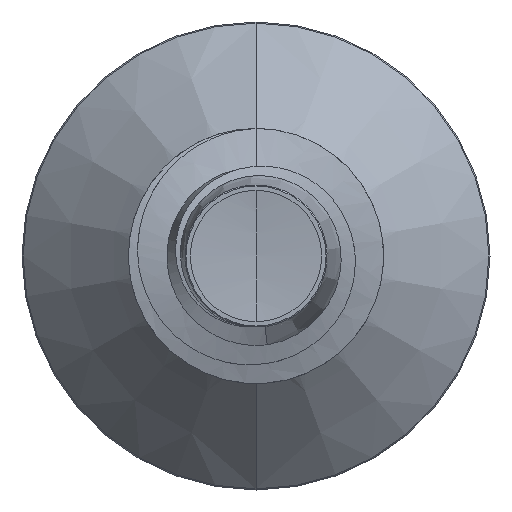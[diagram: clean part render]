
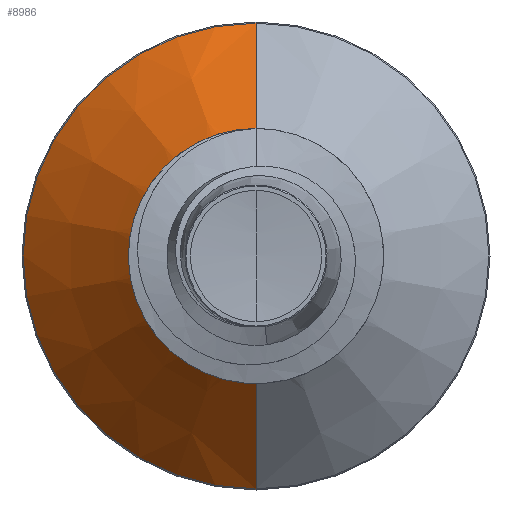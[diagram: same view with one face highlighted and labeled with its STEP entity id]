
A CAD part, front view. The second image highlights one B-rep face of the part: STEP entity #8986.
In plain terms, the highlighted conical face has half-angle 45 degrees and reference radius 1.165 mm.
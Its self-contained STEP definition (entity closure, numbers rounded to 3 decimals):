
#73 = AXIS2_PLACEMENT_3D ( 'NONE', #9830, #5045, #314 ) ;
#290 = ORIENTED_EDGE ( 'NONE', *, *, #2472, .T. ) ;
#314 = DIRECTION ( 'NONE',  ( 0., 0., 1. ) ) ;
#386 = CARTESIAN_POINT ( 'NONE',  ( 0., 3.365, -1.165 ) ) ;
#749 = VECTOR ( 'NONE', #6723, 1000. ) ;
#1254 = CARTESIAN_POINT ( 'NONE',  ( 0., 4.937, 0. ) ) ;
#1274 = AXIS2_PLACEMENT_3D ( 'NONE', #2169, #2159, #2156 ) ;
#2023 = DIRECTION ( 'NONE',  ( 0., 0., 1. ) ) ;
#2156 = DIRECTION ( 'NONE',  ( 0., 0., 1. ) ) ;
#2159 = DIRECTION ( 'NONE',  ( 0., 1., 0. ) ) ;
#2169 = CARTESIAN_POINT ( 'NONE',  ( 0., 3.365, 0. ) ) ;
#2188 = CARTESIAN_POINT ( 'NONE',  ( 0., 3.365, -1.165 ) ) ;
#2472 = EDGE_CURVE ( 'NONE', #6084, #5946, #4664, .T. ) ;
#2534 = DIRECTION ( 'NONE',  ( 0., 0.707, 0.707 ) ) ;
#3146 = EDGE_LOOP ( 'NONE', ( #9556, #290, #4911, #7414 ) ) ;
#3348 = VERTEX_POINT ( 'NONE', #9426 ) ;
#3573 = FACE_OUTER_BOUND ( 'NONE', #3146, .T. ) ;
#4236 = CARTESIAN_POINT ( 'NONE',  ( 0., 4.937, 2.737 ) ) ;
#4405 = VERTEX_POINT ( 'NONE', #4236 ) ;
#4500 = CARTESIAN_POINT ( 'NONE',  ( 0., 3.365, 1.165 ) ) ;
#4664 = CIRCLE ( 'NONE', #1274, 1.165 ) ;
#4703 = VECTOR ( 'NONE', #2534, 1000. ) ;
#4911 = ORIENTED_EDGE ( 'NONE', *, *, #6612, .T. ) ;
#5045 = DIRECTION ( 'NONE',  ( 0., 1., 0. ) ) ;
#5946 = VERTEX_POINT ( 'NONE', #4500 ) ;
#6084 = VERTEX_POINT ( 'NONE', #2188 ) ;
#6313 = CIRCLE ( 'NONE', #6501, 2.737 ) ;
#6501 = AXIS2_PLACEMENT_3D ( 'NONE', #1254, #6785, #2023 ) ;
#6612 = EDGE_CURVE ( 'NONE', #5946, #4405, #8959, .T. ) ;
#6723 = DIRECTION ( 'NONE',  ( 0., 0.707, -0.707 ) ) ;
#6785 = DIRECTION ( 'NONE',  ( 0., 1., 0. ) ) ;
#7020 = EDGE_CURVE ( 'NONE', #3348, #4405, #6313, .T. ) ;
#7300 = CONICAL_SURFACE ( 'NONE', #73, 1.165, 0.785 ) ;
#7414 = ORIENTED_EDGE ( 'NONE', *, *, #7020, .F. ) ;
#8959 = LINE ( 'NONE', #9677, #4703 ) ;
#8986 = ADVANCED_FACE ( 'NONE', ( #3573 ), #7300, .T. ) ;
#9203 = LINE ( 'NONE', #386, #749 ) ;
#9289 = EDGE_CURVE ( 'NONE', #6084, #3348, #9203, .T. ) ;
#9426 = CARTESIAN_POINT ( 'NONE',  ( 0., 4.937, -2.737 ) ) ;
#9556 = ORIENTED_EDGE ( 'NONE', *, *, #9289, .F. ) ;
#9677 = CARTESIAN_POINT ( 'NONE',  ( 0., 3.365, 1.165 ) ) ;
#9830 = CARTESIAN_POINT ( 'NONE',  ( 0., 3.365, 0. ) ) ;
